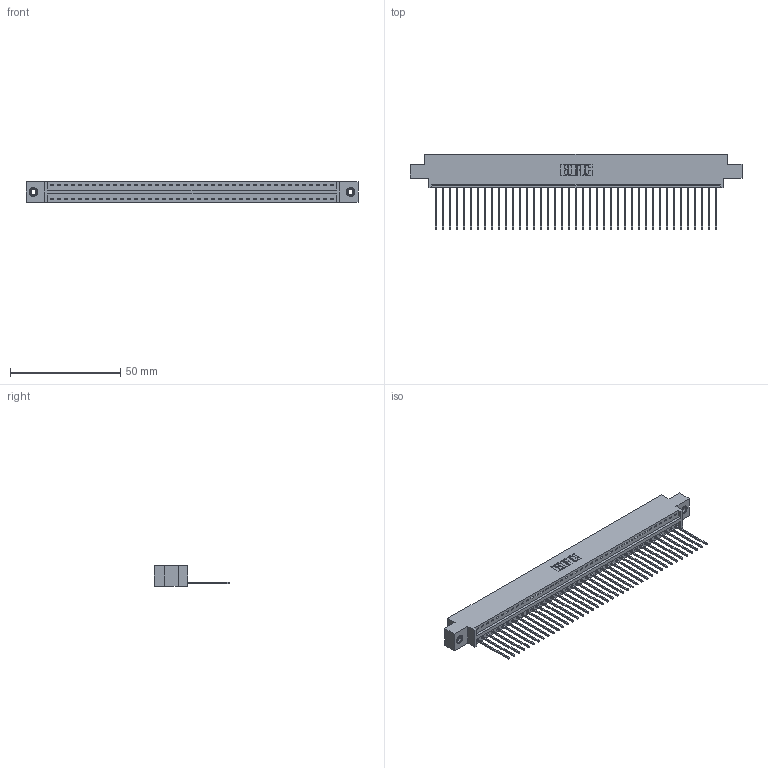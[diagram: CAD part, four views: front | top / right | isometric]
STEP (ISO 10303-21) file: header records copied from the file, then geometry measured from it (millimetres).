
FILE_DESCRIPTION (( 'STEP AP203' ), '1' );
FILE_NAME ('346-041-541-608.STEP', '2018-08-24T11:59:06', ( '' ), ( '' ), 'SwSTEP 2.0', 'SolidWorks 2016', '' );
FILE_SCHEMA (( 'CONFIG_CONTROL_DESIGN' ));
Length unit declared in the file: inch
Products named in the file (4): 346 Part_0.170 Offset - 0.156 Dia-TI; 345-292-001_345-293-141; 345-250-001_345-250-003-102; 346-041-541-608
Assembly tree (44 placements, depth 2):
  346-041-541-608
    346 Part_0.170 Offset - 0.156 Dia-TI
    345-292-001_345-293-141  x41
    345-250-001_345-250-003-102  x2
Bounding box: 150.75 x 34.29 x 9.4 mm (x, y, z)
Volume: 14397.3 mm3; surface area: 18974.3 mm2
Topology: 44 solids, 44 shells, 2564 faces, 7693 edges, 5066 vertices
Faces by surface type: plane 1752, cylinder 796, cone 12, torus 4
Entity records: 26916 total; most frequent: CARTESIAN_POINT 4598, ORIENTED_EDGE 4566, DIRECTION 4083, EDGE_CURVE 2283, VECTOR 1967, LINE 1967, VERTEX_POINT 1516, AXIS2_PLACEMENT_3D 1058
